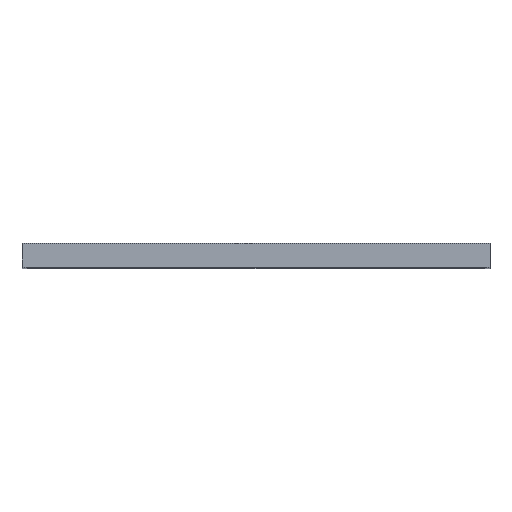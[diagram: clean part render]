
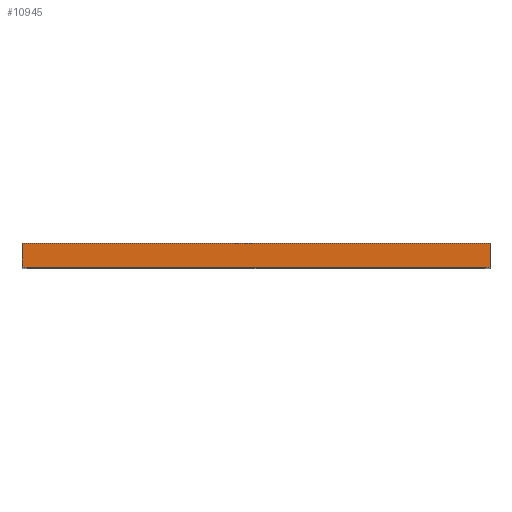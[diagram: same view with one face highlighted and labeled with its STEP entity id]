
A CAD part, top view. The second image highlights one B-rep face of the part: STEP entity #10945.
In plain terms, the highlighted planar face has unit normal (0, 0, 1).
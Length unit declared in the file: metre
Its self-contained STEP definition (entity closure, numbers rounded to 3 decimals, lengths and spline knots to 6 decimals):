
#872=LINE('',#19570,#2032);
#876=LINE('',#19579,#2036);
#877=LINE('',#19582,#2037);
#878=LINE('',#19583,#2038);
#2032=VECTOR('',#14757,1.);
#2036=VECTOR('',#14763,1.);
#2037=VECTOR('',#14764,1.);
#2038=VECTOR('',#14765,1.);
#3207=PLANE('',#12390);
#5490=ORIENTED_EDGE('',*,*,#7362,.T.);
#5491=ORIENTED_EDGE('',*,*,#7363,.F.);
#5492=ORIENTED_EDGE('',*,*,#7358,.F.);
#5493=ORIENTED_EDGE('',*,*,#7364,.T.);
#7358=EDGE_CURVE('',#8487,#8488,#872,.T.);
#7362=EDGE_CURVE('',#8491,#8492,#876,.T.);
#7363=EDGE_CURVE('',#8488,#8492,#877,.T.);
#7364=EDGE_CURVE('',#8487,#8491,#878,.T.);
#8487=VERTEX_POINT('',#19571);
#8488=VERTEX_POINT('',#19572);
#8491=VERTEX_POINT('',#19580);
#8492=VERTEX_POINT('',#19581);
#9478=EDGE_LOOP('',(#5490,#5491,#5492,#5493));
#10197=FACE_BOUND('',#9478,.T.);
#10945=ADVANCED_FACE('',(#10197),#3207,.T.);
#12390=AXIS2_PLACEMENT_3D('',#19578,#14761,#14762);
#14757=DIRECTION('',(0.,-1.,0.));
#14761=DIRECTION('',(0.,0.,1.));
#14762=DIRECTION('',(1.,0.,0.));
#14763=DIRECTION('',(0.,-1.,0.));
#14764=DIRECTION('',(-1.,0.,0.));
#14765=DIRECTION('',(-1.,0.,0.));
#19570=CARTESIAN_POINT('',(0.293,0.,0.49));
#19571=CARTESIAN_POINT('',(0.293,0.026,0.49));
#19572=CARTESIAN_POINT('',(0.293,-0.004,0.49));
#19578=CARTESIAN_POINT('',(0.,0.,0.49));
#19579=CARTESIAN_POINT('',(-0.293,0.,0.49));
#19580=CARTESIAN_POINT('',(-0.293,0.026,0.49));
#19581=CARTESIAN_POINT('',(-0.293,-0.004,0.49));
#19582=CARTESIAN_POINT('',(0.,-0.004,0.49));
#19583=CARTESIAN_POINT('',(0.,0.026,0.49));
